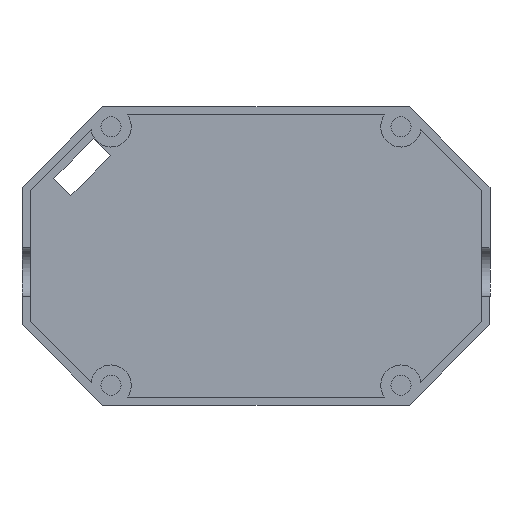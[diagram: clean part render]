
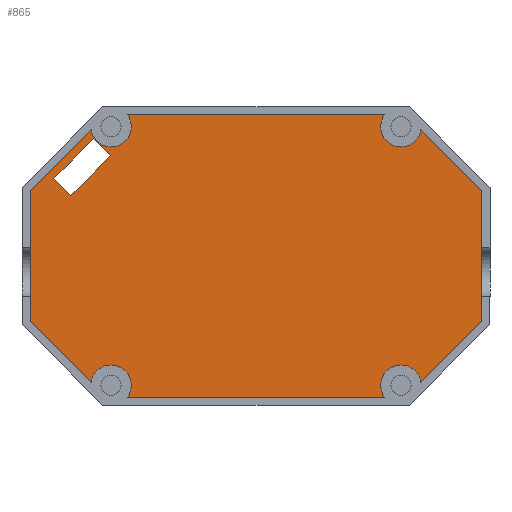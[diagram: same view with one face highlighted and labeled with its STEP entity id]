
A CAD part, front view. The second image highlights one B-rep face of the part: STEP entity #865.
In plain terms, the highlighted planar face has unit normal (0, -1, 0).
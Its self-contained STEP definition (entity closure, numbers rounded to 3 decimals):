
#14 = CARTESIAN_POINT ( 'NONE',  ( 37.172, 52., 30.422 ) ) ;
#17 = VECTOR ( 'NONE', #178, 1000. ) ;
#21 = ORIENTED_EDGE ( 'NONE', *, *, #732, .F. ) ;
#23 = VECTOR ( 'NONE', #985, 1000. ) ;
#27 = CARTESIAN_POINT ( 'NONE',  ( -35.929, 52., -36.578 ) ) ;
#33 = VECTOR ( 'NONE', #1026, 1000. ) ;
#58 = ORIENTED_EDGE ( 'NONE', *, *, #717, .F. ) ;
#62 = CIRCLE ( 'NONE', #995, 5. ) ;
#68 = DIRECTION ( 'NONE',  ( 0., 1., 0. ) ) ;
#71 = DIRECTION ( 'NONE',  ( 0., 0., 1. ) ) ;
#75 = EDGE_LOOP ( 'NONE', ( #923, #1254, #419, #1079 ) ) ;
#90 = CARTESIAN_POINT ( 'NONE',  ( 56., 52., -20.75 ) ) ;
#111 = CARTESIAN_POINT ( 'NONE',  ( 56., 52., -20.75 ) ) ;
#130 = VERTEX_POINT ( 'NONE', #594 ) ;
#132 = CARTESIAN_POINT ( 'NONE',  ( -40.222, 52., 24.543 ) ) ;
#133 = CARTESIAN_POINT ( 'NONE',  ( 35.929, 52., -36.578 ) ) ;
#140 = EDGE_CURVE ( 'NONE', #130, #1112, #339, .T. ) ;
#156 = VERTEX_POINT ( 'NONE', #1198 ) ;
#167 = VERTEX_POINT ( 'NONE', #964 ) ;
#178 = DIRECTION ( 'NONE',  ( 0.707, 0., -0.707 ) ) ;
#185 = AXIS2_PLACEMENT_3D ( 'NONE', #27, #1229, #618 ) ;
#189 = VERTEX_POINT ( 'NONE', #1419 ) ;
#197 = VERTEX_POINT ( 'NONE', #1425 ) ;
#207 = CIRCLE ( 'NONE', #1095, 5. ) ;
#212 = CIRCLE ( 'NONE', #1096, 5. ) ;
#228 = DIRECTION ( 'NONE',  ( 0.707, 0., 0.707 ) ) ;
#248 = CARTESIAN_POINT ( 'NONE',  ( -32.382, 52., 32.382 ) ) ;
#263 = EDGE_CURVE ( 'NONE', #1149, #156, #1127, .T. ) ;
#264 = DIRECTION ( 'NONE',  ( 0., -1., 0. ) ) ;
#291 = VERTEX_POINT ( 'NONE', #1247 ) ;
#292 = EDGE_CURVE ( 'NONE', #156, #1361, #520, .T. ) ;
#301 = DIRECTION ( 'NONE',  ( 0., -1., 0. ) ) ;
#302 = CARTESIAN_POINT ( 'NONE',  ( 40.879, 52., 26.715 ) ) ;
#311 = ORIENTED_EDGE ( 'NONE', *, *, #387, .F. ) ;
#317 = DIRECTION ( 'NONE',  ( 0., 0., 1. ) ) ;
#319 = AXIS2_PLACEMENT_3D ( 'NONE', #861, #264, #71 ) ;
#333 = EDGE_CURVE ( 'NONE', #291, #1213, #207, .T. ) ;
#339 = CIRCLE ( 'NONE', #1328, 5. ) ;
#344 = CARTESIAN_POINT ( 'NONE',  ( -31.929, 52., 30.422 ) ) ;
#350 = ORIENTED_EDGE ( 'NONE', *, *, #1114, .F. ) ;
#377 = LINE ( 'NONE', #14, #615 ) ;
#383 = DIRECTION ( 'NONE',  ( 0., -1., 0. ) ) ;
#387 = EDGE_CURVE ( 'NONE', #962, #189, #924, .T. ) ;
#410 = FACE_BOUND ( 'NONE', #75, .T. ) ;
#415 = EDGE_CURVE ( 'NONE', #1047, #1149, #1016, .T. ) ;
#419 = ORIENTED_EDGE ( 'NONE', *, *, #1028, .T. ) ;
#441 = EDGE_CURVE ( 'NONE', #167, #986, #544, .T. ) ;
#442 = VERTEX_POINT ( 'NONE', #910 ) ;
#452 = DIRECTION ( 'NONE',  ( 0., 0., 1. ) ) ;
#455 = CARTESIAN_POINT ( 'NONE',  ( 56., 52., 11.593 ) ) ;
#476 = LINE ( 'NONE', #1293, #800 ) ;
#520 = LINE ( 'NONE', #1337, #694 ) ;
#522 = EDGE_CURVE ( 'NONE', #559, #962, #1309, .T. ) ;
#540 = AXIS2_PLACEMENT_3D ( 'NONE', #1136, #68, #550 ) ;
#544 = LINE ( 'NONE', #667, #33 ) ;
#550 = DIRECTION ( 'NONE',  ( 0., 0., 1. ) ) ;
#559 = VERTEX_POINT ( 'NONE', #455 ) ;
#590 = DIRECTION ( 'NONE',  ( 0., 0., -1. ) ) ;
#594 = CARTESIAN_POINT ( 'NONE',  ( 35.929, 52., -31.578 ) ) ;
#611 = EDGE_CURVE ( 'NONE', #189, #130, #62, .T. ) ;
#615 = VECTOR ( 'NONE', #871, 1000. ) ;
#617 = ORIENTED_EDGE ( 'NONE', *, *, #263, .F. ) ;
#618 = DIRECTION ( 'NONE',  ( 0., 0., 1. ) ) ;
#630 = EDGE_CURVE ( 'NONE', #1361, #1433, #212, .T. ) ;
#632 = DIRECTION ( 'NONE',  ( -1., 0., 0. ) ) ;
#635 = EDGE_LOOP ( 'NONE', ( #957, #893, #683, #840, #617, #766, #21, #872, #350, #920, #929, #311, #802, #58 ) ) ;
#657 = PLANE ( 'NONE',  #540 ) ;
#664 = CARTESIAN_POINT ( 'NONE',  ( -31.929, 52., -39.578 ) ) ;
#667 = CARTESIAN_POINT ( 'NONE',  ( -28.14, 52., 28.14 ) ) ;
#674 = DIRECTION ( 'NONE',  ( 0., -1., 0. ) ) ;
#681 = EDGE_CURVE ( 'NONE', #1331, #442, #1332, .T. ) ;
#683 = ORIENTED_EDGE ( 'NONE', *, *, #630, .F. ) ;
#694 = VECTOR ( 'NONE', #1002, 1000. ) ;
#717 = EDGE_CURVE ( 'NONE', #1213, #559, #377, .T. ) ;
#732 = EDGE_CURVE ( 'NONE', #442, #1047, #866, .T. ) ;
#735 = DIRECTION ( 'NONE',  ( 0., 0., 1. ) ) ;
#754 = VECTOR ( 'NONE', #632, 1000. ) ;
#762 = LINE ( 'NONE', #1349, #754 ) ;
#763 = CARTESIAN_POINT ( 'NONE',  ( -56., 52., 11.593 ) ) ;
#766 = ORIENTED_EDGE ( 'NONE', *, *, #415, .F. ) ;
#800 = VECTOR ( 'NONE', #1315, 1000. ) ;
#802 = ORIENTED_EDGE ( 'NONE', *, *, #522, .F. ) ;
#803 = LINE ( 'NONE', #1274, #898 ) ;
#805 = DIRECTION ( 'NONE',  ( 0., -1., 0. ) ) ;
#840 = ORIENTED_EDGE ( 'NONE', *, *, #292, .F. ) ;
#842 = VECTOR ( 'NONE', #1368, 1000. ) ;
#861 = CARTESIAN_POINT ( 'NONE',  ( -35.929, 52., -36.578 ) ) ;
#865 = ADVANCED_FACE ( 'NONE', ( #410, #1362 ), #657, .F. ) ;
#866 = CIRCLE ( 'NONE', #185, 5. ) ;
#869 = VECTOR ( 'NONE', #590, 1000. ) ;
#871 = DIRECTION ( 'NONE',  ( 0.707, 0., -0.707 ) ) ;
#872 = ORIENTED_EDGE ( 'NONE', *, *, #681, .F. ) ;
#893 = ORIENTED_EDGE ( 'NONE', *, *, #1260, .F. ) ;
#898 = VECTOR ( 'NONE', #928, 1000. ) ;
#910 = CARTESIAN_POINT ( 'NONE',  ( -35.929, 52., -31.578 ) ) ;
#920 = ORIENTED_EDGE ( 'NONE', *, *, #140, .F. ) ;
#923 = ORIENTED_EDGE ( 'NONE', *, *, #441, .T. ) ;
#924 = LINE ( 'NONE', #90, #1471 ) ;
#928 = DIRECTION ( 'NONE',  ( 1., 0., 0. ) ) ;
#929 = ORIENTED_EDGE ( 'NONE', *, *, #611, .F. ) ;
#957 = ORIENTED_EDGE ( 'NONE', *, *, #333, .F. ) ;
#962 = VERTEX_POINT ( 'NONE', #1521 ) ;
#964 = CARTESIAN_POINT ( 'NONE',  ( -35.979, 52., 20.3 ) ) ;
#985 = DIRECTION ( 'NONE',  ( 0., 0., 1. ) ) ;
#986 = VERTEX_POINT ( 'NONE', #1181 ) ;
#995 = AXIS2_PLACEMENT_3D ( 'NONE', #1032, #674, #317 ) ;
#1002 = DIRECTION ( 'NONE',  ( 0.707, 0., 0.707 ) ) ;
#1006 = CARTESIAN_POINT ( 'NONE',  ( -56., 52., -20.75 ) ) ;
#1016 = LINE ( 'NONE', #1475, #842 ) ;
#1026 = DIRECTION ( 'NONE',  ( -0.707, 0., -0.707 ) ) ;
#1028 = EDGE_CURVE ( 'NONE', #197, #1200, #1063, .T. ) ;
#1032 = CARTESIAN_POINT ( 'NONE',  ( 35.929, 52., -36.578 ) ) ;
#1047 = VERTEX_POINT ( 'NONE', #1512 ) ;
#1063 = LINE ( 'NONE', #248, #1297 ) ;
#1079 = ORIENTED_EDGE ( 'NONE', *, *, #1280, .T. ) ;
#1095 = AXIS2_PLACEMENT_3D ( 'NONE', #1166, #805, #452 ) ;
#1096 = AXIS2_PLACEMENT_3D ( 'NONE', #1481, #301, #1347 ) ;
#1102 = CARTESIAN_POINT ( 'NONE',  ( 31.929, 52., -39.578 ) ) ;
#1112 = VERTEX_POINT ( 'NONE', #1102 ) ;
#1114 = EDGE_CURVE ( 'NONE', #1112, #1331, #762, .T. ) ;
#1127 = LINE ( 'NONE', #763, #23 ) ;
#1136 = CARTESIAN_POINT ( 'NONE',  ( 0., 52., 0. ) ) ;
#1149 = VERTEX_POINT ( 'NONE', #1006 ) ;
#1166 = CARTESIAN_POINT ( 'NONE',  ( 35.929, 52., 27.422 ) ) ;
#1181 = CARTESIAN_POINT ( 'NONE',  ( -45.879, 52., 10.401 ) ) ;
#1198 = CARTESIAN_POINT ( 'NONE',  ( -56., 52., 11.593 ) ) ;
#1200 = VERTEX_POINT ( 'NONE', #132 ) ;
#1213 = VERTEX_POINT ( 'NONE', #302 ) ;
#1229 = DIRECTION ( 'NONE',  ( 0., -1., 0. ) ) ;
#1245 = LINE ( 'NONE', #1366, #17 ) ;
#1247 = CARTESIAN_POINT ( 'NONE',  ( 31.929, 52., 30.422 ) ) ;
#1254 = ORIENTED_EDGE ( 'NONE', *, *, #1452, .T. ) ;
#1260 = EDGE_CURVE ( 'NONE', #1433, #291, #803, .T. ) ;
#1274 = CARTESIAN_POINT ( 'NONE',  ( 37.172, 52., 30.422 ) ) ;
#1280 = EDGE_CURVE ( 'NONE', #1200, #167, #1245, .T. ) ;
#1293 = CARTESIAN_POINT ( 'NONE',  ( -17.739, 52., -17.739 ) ) ;
#1297 = VECTOR ( 'NONE', #228, 1000. ) ;
#1309 = LINE ( 'NONE', #111, #869 ) ;
#1315 = DIRECTION ( 'NONE',  ( -0.707, 0., 0.707 ) ) ;
#1328 = AXIS2_PLACEMENT_3D ( 'NONE', #133, #383, #735 ) ;
#1331 = VERTEX_POINT ( 'NONE', #664 ) ;
#1332 = CIRCLE ( 'NONE', #319, 5. ) ;
#1337 = CARTESIAN_POINT ( 'NONE',  ( -56., 52., 11.593 ) ) ;
#1347 = DIRECTION ( 'NONE',  ( 0., 0., 1. ) ) ;
#1349 = CARTESIAN_POINT ( 'NONE',  ( -37.172, 52., -39.578 ) ) ;
#1361 = VERTEX_POINT ( 'NONE', #1372 ) ;
#1362 = FACE_OUTER_BOUND ( 'NONE', #635, .T. ) ;
#1366 = CARTESIAN_POINT ( 'NONE',  ( -7.839, 52., -7.839 ) ) ;
#1368 = DIRECTION ( 'NONE',  ( -0.707, 0., 0.707 ) ) ;
#1372 = CARTESIAN_POINT ( 'NONE',  ( -40.879, 52., 26.715 ) ) ;
#1389 = DIRECTION ( 'NONE',  ( -0.707, 0., -0.707 ) ) ;
#1419 = CARTESIAN_POINT ( 'NONE',  ( 40.879, 52., -35.871 ) ) ;
#1425 = CARTESIAN_POINT ( 'NONE',  ( -50.121, 52., 14.643 ) ) ;
#1433 = VERTEX_POINT ( 'NONE', #344 ) ;
#1452 = EDGE_CURVE ( 'NONE', #986, #197, #476, .T. ) ;
#1471 = VECTOR ( 'NONE', #1389, 1000. ) ;
#1475 = CARTESIAN_POINT ( 'NONE',  ( -37.172, 52., -39.578 ) ) ;
#1481 = CARTESIAN_POINT ( 'NONE',  ( -35.929, 52., 27.422 ) ) ;
#1512 = CARTESIAN_POINT ( 'NONE',  ( -40.879, 52., -35.871 ) ) ;
#1521 = CARTESIAN_POINT ( 'NONE',  ( 56., 52., -20.75 ) ) ;
